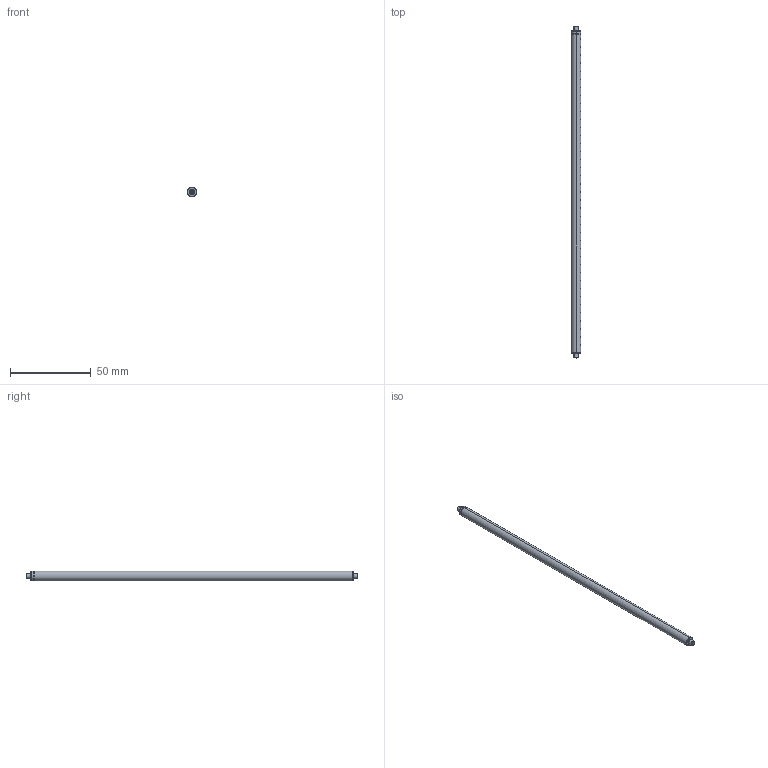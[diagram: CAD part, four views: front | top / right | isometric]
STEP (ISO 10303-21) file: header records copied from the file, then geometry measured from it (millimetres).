
FILE_DESCRIPTION (( 'STEP AP203' ), '1' );
FILE_NAME ('CSSPS-200A.STEP', '2025-06-17T07:58:54', ( '' ), ( '' ), 'SwSTEP 2.0', 'SolidWorks 2023', '' );
FILE_SCHEMA (( 'CONFIG_CONTROL_DESIGN' ));
Length unit declared in the file: millimetre
Products named in the file (3): 内六角凹端紧定螺钉M3×6; CSSPS-200A
Assembly tree (3 placements, depth 2):
  CSSPS-200A
    CSSPS-200A
    内六角凹端紧定螺钉M3×6  x2
Bounding box: 6 x 206 x 6 mm (x, y, z)
Volume: 5676.5 mm3; surface area: 4044.2 mm2
Topology: 3 solids, 3 shells, 2328 faces, 6696 edges, 4444 vertices
Faces by surface type: plane 1718, bspline 484, cylinder 94, cone 32
Entity records: 113465 total; most frequent: CARTESIAN_POINT 55399, ORIENTED_EDGE 13264, DIRECTION 10480, EDGE_CURVE 6632, VERTEX_POINT 4412, AXIS2_PLACEMENT_3D 3541, VECTOR 3398, LINE 3398
